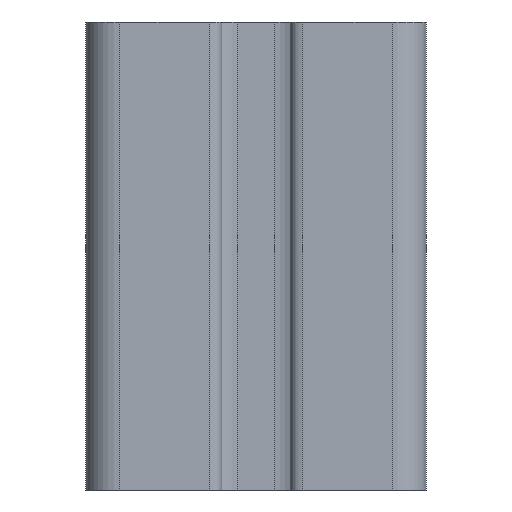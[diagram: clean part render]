
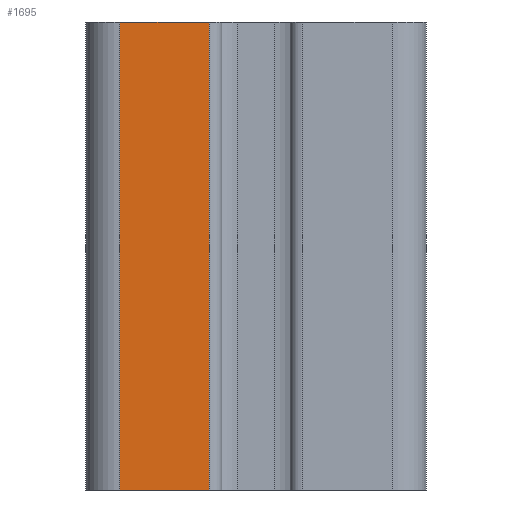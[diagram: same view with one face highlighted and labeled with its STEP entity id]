
A CAD part, front view. The second image highlights one B-rep face of the part: STEP entity #1695.
In plain terms, the highlighted planar face has unit normal (0, -1, 0).
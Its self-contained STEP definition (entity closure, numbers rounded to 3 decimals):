
#1457=EDGE_CURVE('',#3705,#2607,#4290,.T.);
#1675=EDGE_CURVE('',#2165,#2607,#4536,.T.);
#1695=ADVANCED_FACE('',(#4556),#4557,.T.);
#2165=VERTEX_POINT('',#5067);
#2607=VERTEX_POINT('',#5544);
#3125=VERTEX_POINT('',#6110);
#3177=EDGE_CURVE('',#3705,#3125,#6164,.T.);
#3705=VERTEX_POINT('',#6747);
#3721=EDGE_CURVE('',#3125,#2165,#6765,.T.);
#4290=LINE('',#7370,#7371);
#4536=LINE('',#7711,#7712);
#4556=FACE_OUTER_BOUND('',#7744,.T.);
#4557=PLANE('',#7745);
#5067=CARTESIAN_POINT('',(14.5,0.0,55.0));
#5544=CARTESIAN_POINT('',(4.0,0.0,55.0));
#6110=CARTESIAN_POINT('',(14.5,0.0,0.0));
#6164=LINE('',#9907,#9908);
#6747=CARTESIAN_POINT('',(4.0,0.0,0.0));
#6765=LINE('',#10737,#10738);
#7370=CARTESIAN_POINT('',(4.0,0.0,0.0));
#7371=VECTOR('',#11551,1.0);
#7711=CARTESIAN_POINT('',(4.0,0.0,55.0));
#7712=VECTOR('',#12028,1.0);
#7744=EDGE_LOOP('',(#12041,#12042,#12043,#12044));
#7745=AXIS2_PLACEMENT_3D('',#12045,#12046,#12047);
#9907=CARTESIAN_POINT('',(4.0,0.0,0.0));
#9908=VECTOR('',#13719,1.0);
#10737=CARTESIAN_POINT('',(14.5,0.0,0.0));
#10738=VECTOR('',#14580,1.0);
#11551=DIRECTION('',(0.0,0.0,1.0));
#12028=DIRECTION('',(-1.0,-0.0,-0.0));
#12041=ORIENTED_EDGE('',*,*,#3721,.T.);
#12042=ORIENTED_EDGE('',*,*,#1675,.T.);
#12043=ORIENTED_EDGE('',*,*,#1457,.F.);
#12044=ORIENTED_EDGE('',*,*,#3177,.T.);
#12045=CARTESIAN_POINT('',(36.0,0.0,0.0));
#12046=DIRECTION('',(0.0,-1.0,0.0));
#12047=DIRECTION('',(1.0,0.0,0.0));
#13719=DIRECTION('',(1.0,0.0,0.0));
#14580=DIRECTION('',(0.0,0.0,1.0));
